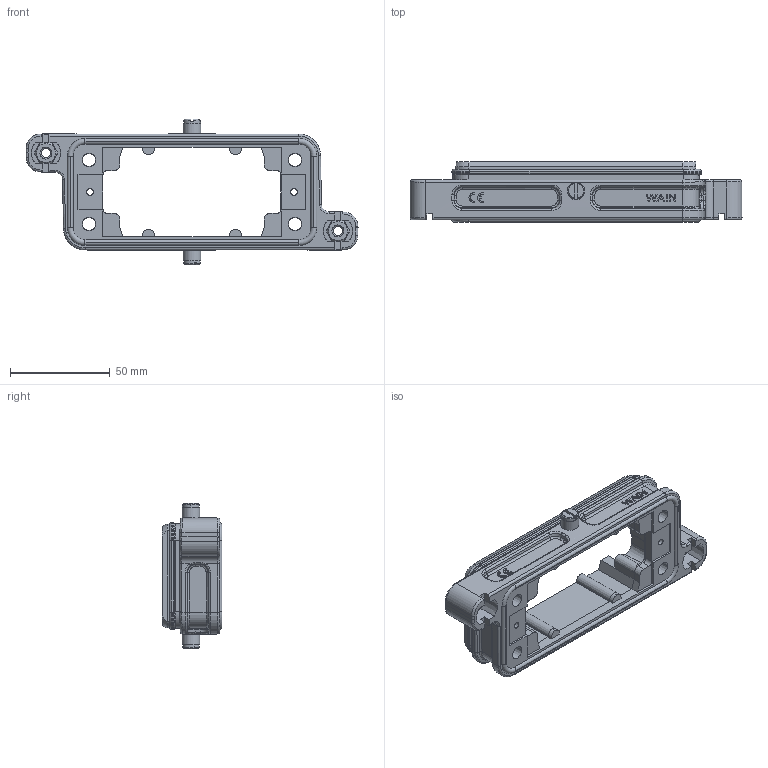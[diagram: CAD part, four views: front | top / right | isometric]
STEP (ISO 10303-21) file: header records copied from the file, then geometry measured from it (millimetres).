
FILE_DESCRIPTION(/* description */ (''),/* implementation_level */ '2;1');
FILE_NAME(/* name */ '3D_1136163201500_HP16B_H-BK-2H-2B_C_V1.0.stp',/* time_stamp */ '2024-03-20T19:26:04+08:00',/* author */ (''),/* organization */ (''),/* preprocessor_version */ 'ST-DEVELOPER v18.1',/* originating_system */ 'SIEMENS PLM Software NX 1980',/* authorisation */ '');
FILE_SCHEMA (('AUTOMOTIVE_DESIGN { 1 0 10303 214 3 1 1 1 }'));
Length unit declared in the file: millimetre
Products named in the file (1): _model1
Bounding box: 166 x 29.99 x 72.9 mm (x, y, z)
Volume: 71998.4 mm3; surface area: 38475.4 mm2
Topology: 1 solids, 6 shells, 790 faces, 2071 edges, 1312 vertices
Faces by surface type: plane 377, cylinder 208, cone 111, torus 78, bspline 16
Full cylindrical faces by diameter (mm): 8.8 x2
Entity records: 26004 total; most frequent: CARTESIAN_POINT 7036, ORIENTED_EDGE 4122, DIRECTION 3575, EDGE_CURVE 2061, VERTEX_POINT 1308, AXIS2_PLACEMENT_3D 1277, LINE 1021, VECTOR 1021
